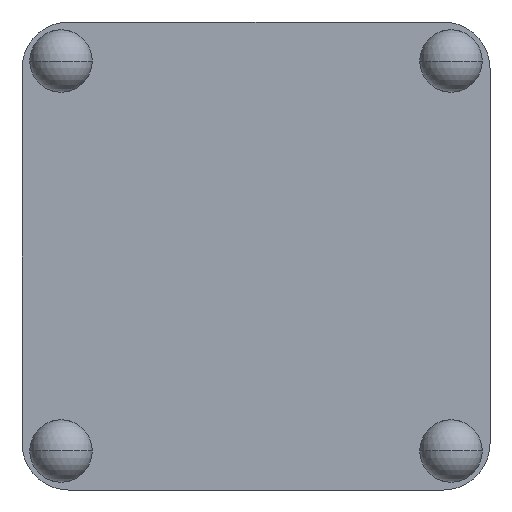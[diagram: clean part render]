
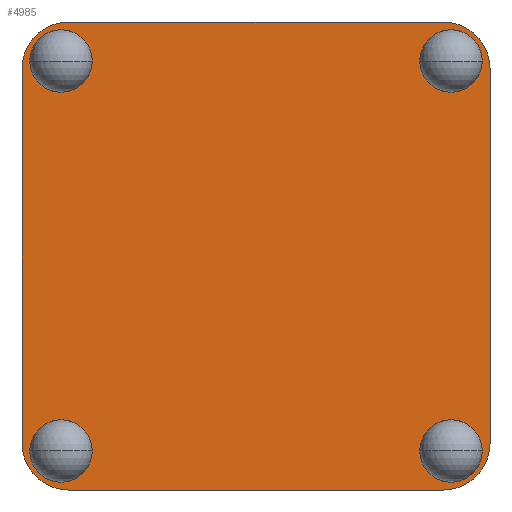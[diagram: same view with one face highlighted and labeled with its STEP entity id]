
A CAD part, front view. The second image highlights one B-rep face of the part: STEP entity #4985.
In plain terms, the highlighted planar face has unit normal (0, -1, 0).
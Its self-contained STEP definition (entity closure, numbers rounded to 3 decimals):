
#50 = ORIENTED_EDGE ( 'NONE', *, *, #3282, .F. ) ;
#67 = EDGE_CURVE ( 'NONE', #5192, #8893, #11059, .T. ) ;
#111 = AXIS2_PLACEMENT_3D ( 'NONE', #2315, #5898, #5728 ) ;
#203 = VECTOR ( 'NONE', #3892, 1000. ) ;
#500 = DIRECTION ( 'NONE',  ( 0., 0., -1. ) ) ;
#575 = ORIENTED_EDGE ( 'NONE', *, *, #3732, .F. ) ;
#690 = DIRECTION ( 'NONE',  ( 0., 0., -1. ) ) ;
#717 = CARTESIAN_POINT ( 'NONE',  ( -150., 0., 120. ) ) ;
#722 = ORIENTED_EDGE ( 'NONE', *, *, #5050, .F. ) ;
#1007 = VECTOR ( 'NONE', #5687, 1000. ) ;
#1076 = EDGE_CURVE ( 'NONE', #6523, #5247, #2578, .T. ) ;
#1127 = CARTESIAN_POINT ( 'NONE',  ( 125., 0., -125. ) ) ;
#1335 = DIRECTION ( 'NONE',  ( 0., 1., 0. ) ) ;
#1350 = VERTEX_POINT ( 'NONE', #2182 ) ;
#1366 = CIRCLE ( 'NONE', #3699, 30. ) ;
#1430 = AXIS2_PLACEMENT_3D ( 'NONE', #6903, #6119, #4346 ) ;
#1541 = DIRECTION ( 'NONE',  ( 0., -1., 0. ) ) ;
#1683 = CARTESIAN_POINT ( 'NONE',  ( 125., 0., 119. ) ) ;
#1685 = DIRECTION ( 'NONE',  ( -1., 0., 0. ) ) ;
#1776 = ORIENTED_EDGE ( 'NONE', *, *, #5115, .F. ) ;
#1808 = CARTESIAN_POINT ( 'NONE',  ( -125., 0., 131. ) ) ;
#1842 = ORIENTED_EDGE ( 'NONE', *, *, #4786, .F. ) ;
#1865 = ORIENTED_EDGE ( 'NONE', *, *, #67, .F. ) ;
#1948 = CIRCLE ( 'NONE', #3023, 6. ) ;
#2109 = VERTEX_POINT ( 'NONE', #10062 ) ;
#2182 = CARTESIAN_POINT ( 'NONE',  ( 150., 0., 120. ) ) ;
#2206 = DIRECTION ( 'NONE',  ( 0., 0., -1. ) ) ;
#2257 = CARTESIAN_POINT ( 'NONE',  ( -150., 0., 120. ) ) ;
#2315 = CARTESIAN_POINT ( 'NONE',  ( -120., 0., -120. ) ) ;
#2404 = CIRCLE ( 'NONE', #4724, 30. ) ;
#2421 = CARTESIAN_POINT ( 'NONE',  ( -125., 0., -125. ) ) ;
#2452 = AXIS2_PLACEMENT_3D ( 'NONE', #10376, #4381, #2701 ) ;
#2537 = EDGE_CURVE ( 'NONE', #5247, #2607, #2404, .T. ) ;
#2545 = CARTESIAN_POINT ( 'NONE',  ( 150., 0., -120. ) ) ;
#2578 = LINE ( 'NONE', #10087, #6366 ) ;
#2607 = VERTEX_POINT ( 'NONE', #5646 ) ;
#2701 = DIRECTION ( 'NONE',  ( 0., 0., -1. ) ) ;
#2716 = DIRECTION ( 'NONE',  ( 0., -1., 0. ) ) ;
#2806 = CIRCLE ( 'NONE', #5497, 6. ) ;
#2824 = CARTESIAN_POINT ( 'NONE',  ( 125., 0., -119. ) ) ;
#2858 = DIRECTION ( 'NONE',  ( 0., -1., 0. ) ) ;
#2940 = CARTESIAN_POINT ( 'NONE',  ( -125., 0., 119. ) ) ;
#3023 = AXIS2_PLACEMENT_3D ( 'NONE', #6172, #2716, #9549 ) ;
#3117 = LINE ( 'NONE', #6524, #1007 ) ;
#3122 = DIRECTION ( 'NONE',  ( 0., 1., 0. ) ) ;
#3282 = EDGE_CURVE ( 'NONE', #2607, #3720, #8383, .T. ) ;
#3307 = EDGE_CURVE ( 'NONE', #4705, #6523, #8669, .T. ) ;
#3310 = DIRECTION ( 'NONE',  ( 0., -1., 0. ) ) ;
#3386 = AXIS2_PLACEMENT_3D ( 'NONE', #6632, #5625, #7361 ) ;
#3393 = CARTESIAN_POINT ( 'NONE',  ( 120., 0., 120. ) ) ;
#3419 = VERTEX_POINT ( 'NONE', #8029 ) ;
#3461 = CARTESIAN_POINT ( 'NONE',  ( 125., 0., 131. ) ) ;
#3547 = EDGE_LOOP ( 'NONE', ( #6914, #1776 ) ) ;
#3591 = EDGE_LOOP ( 'NONE', ( #722, #7214 ) ) ;
#3681 = ORIENTED_EDGE ( 'NONE', *, *, #10625, .F. ) ;
#3691 = CARTESIAN_POINT ( 'NONE',  ( 125., 0., -125. ) ) ;
#3695 = DIRECTION ( 'NONE',  ( 0., 0., -1. ) ) ;
#3699 = AXIS2_PLACEMENT_3D ( 'NONE', #3393, #8650, #5960 ) ;
#3701 = CARTESIAN_POINT ( 'NONE',  ( -120., 0., -150. ) ) ;
#3720 = VERTEX_POINT ( 'NONE', #2257 ) ;
#3732 = EDGE_CURVE ( 'NONE', #8893, #5192, #9314, .T. ) ;
#3892 = DIRECTION ( 'NONE',  ( 1., 0., 0. ) ) ;
#3918 = CIRCLE ( 'NONE', #7995, 6. ) ;
#4011 = AXIS2_PLACEMENT_3D ( 'NONE', #10959, #3122, #8491 ) ;
#4346 = DIRECTION ( 'NONE',  ( 0., 0., -1. ) ) ;
#4381 = DIRECTION ( 'NONE',  ( 0., -1., 0. ) ) ;
#4512 = EDGE_CURVE ( 'NONE', #9438, #10390, #3918, .T. ) ;
#4705 = VERTEX_POINT ( 'NONE', #2545 ) ;
#4724 = AXIS2_PLACEMENT_3D ( 'NONE', #7948, #1335, #8964 ) ;
#4786 = EDGE_CURVE ( 'NONE', #3720, #2109, #5133, .T. ) ;
#4875 = CARTESIAN_POINT ( 'NONE',  ( 120., 0., 150. ) ) ;
#4985 = ADVANCED_FACE ( 'NONE', ( #5099, #8467, #6794, #6561, #10146 ), #10937, .T. ) ;
#5050 = EDGE_CURVE ( 'NONE', #3419, #6107, #2806, .T. ) ;
#5068 = CARTESIAN_POINT ( 'NONE',  ( 120., 0., -150. ) ) ;
#5099 = FACE_BOUND ( 'NONE', #10973, .T. ) ;
#5115 = EDGE_CURVE ( 'NONE', #6006, #7795, #8171, .T. ) ;
#5133 = CIRCLE ( 'NONE', #6027, 30. ) ;
#5171 = ORIENTED_EDGE ( 'NONE', *, *, #4512, .F. ) ;
#5192 = VERTEX_POINT ( 'NONE', #1808 ) ;
#5247 = VERTEX_POINT ( 'NONE', #3701 ) ;
#5410 = ORIENTED_EDGE ( 'NONE', *, *, #2537, .F. ) ;
#5497 = AXIS2_PLACEMENT_3D ( 'NONE', #2421, #3310, #690 ) ;
#5625 = DIRECTION ( 'NONE',  ( 0., -1., 0. ) ) ;
#5631 = ORIENTED_EDGE ( 'NONE', *, *, #6504, .F. ) ;
#5634 = ORIENTED_EDGE ( 'NONE', *, *, #1076, .F. ) ;
#5637 = DIRECTION ( 'NONE',  ( 0., 0., 1. ) ) ;
#5646 = CARTESIAN_POINT ( 'NONE',  ( -150., 0., -120. ) ) ;
#5675 = LINE ( 'NONE', #8363, #203 ) ;
#5687 = DIRECTION ( 'NONE',  ( 0., 0., -1. ) ) ;
#5728 = DIRECTION ( 'NONE',  ( 0., 0., -1. ) ) ;
#5898 = DIRECTION ( 'NONE',  ( 0., -1., 0. ) ) ;
#5960 = DIRECTION ( 'NONE',  ( 0., 0., 1. ) ) ;
#6006 = VERTEX_POINT ( 'NONE', #3461 ) ;
#6027 = AXIS2_PLACEMENT_3D ( 'NONE', #9089, #8137, #2206 ) ;
#6107 = VERTEX_POINT ( 'NONE', #7759 ) ;
#6119 = DIRECTION ( 'NONE',  ( 0., -1., 0. ) ) ;
#6172 = CARTESIAN_POINT ( 'NONE',  ( -125., 0., -125. ) ) ;
#6366 = VECTOR ( 'NONE', #1685, 1000. ) ;
#6504 = EDGE_CURVE ( 'NONE', #1350, #4705, #3117, .T. ) ;
#6523 = VERTEX_POINT ( 'NONE', #5068 ) ;
#6524 = CARTESIAN_POINT ( 'NONE',  ( 150., 0., 120. ) ) ;
#6561 = FACE_BOUND ( 'NONE', #3591, .T. ) ;
#6585 = CARTESIAN_POINT ( 'NONE',  ( 125., 0., 125. ) ) ;
#6588 = AXIS2_PLACEMENT_3D ( 'NONE', #6585, #1541, #7472 ) ;
#6632 = CARTESIAN_POINT ( 'NONE',  ( -125., 0., 125. ) ) ;
#6641 = EDGE_CURVE ( 'NONE', #9634, #1350, #1366, .T. ) ;
#6794 = FACE_BOUND ( 'NONE', #8578, .T. ) ;
#6903 = CARTESIAN_POINT ( 'NONE',  ( -125., 0., 125. ) ) ;
#6914 = ORIENTED_EDGE ( 'NONE', *, *, #8590, .F. ) ;
#6948 = AXIS2_PLACEMENT_3D ( 'NONE', #3691, #2858, #500 ) ;
#7164 = CARTESIAN_POINT ( 'NONE',  ( 125., 0., -131. ) ) ;
#7214 = ORIENTED_EDGE ( 'NONE', *, *, #8891, .F. ) ;
#7361 = DIRECTION ( 'NONE',  ( 0., 0., -1. ) ) ;
#7472 = DIRECTION ( 'NONE',  ( 0., 0., -1. ) ) ;
#7586 = VECTOR ( 'NONE', #5637, 1000. ) ;
#7759 = CARTESIAN_POINT ( 'NONE',  ( -125., 0., -119. ) ) ;
#7795 = VERTEX_POINT ( 'NONE', #1683 ) ;
#7948 = CARTESIAN_POINT ( 'NONE',  ( -120., 0., -120. ) ) ;
#7995 = AXIS2_PLACEMENT_3D ( 'NONE', #1127, #10370, #3695 ) ;
#8029 = CARTESIAN_POINT ( 'NONE',  ( -125., 0., -131. ) ) ;
#8135 = EDGE_LOOP ( 'NONE', ( #5410, #5634, #9134, #5631, #10183, #3681, #1842, #50 ) ) ;
#8137 = DIRECTION ( 'NONE',  ( 0., 1., 0. ) ) ;
#8171 = CIRCLE ( 'NONE', #2452, 6. ) ;
#8363 = CARTESIAN_POINT ( 'NONE',  ( -120., 0., 150. ) ) ;
#8383 = LINE ( 'NONE', #717, #7586 ) ;
#8467 = FACE_BOUND ( 'NONE', #3547, .T. ) ;
#8491 = DIRECTION ( 'NONE',  ( 0., 0., -1. ) ) ;
#8578 = EDGE_LOOP ( 'NONE', ( #5171, #9877 ) ) ;
#8590 = EDGE_CURVE ( 'NONE', #7795, #6006, #9987, .T. ) ;
#8650 = DIRECTION ( 'NONE',  ( 0., 1., 0. ) ) ;
#8669 = CIRCLE ( 'NONE', #4011, 30. ) ;
#8891 = EDGE_CURVE ( 'NONE', #6107, #3419, #1948, .T. ) ;
#8893 = VERTEX_POINT ( 'NONE', #2940 ) ;
#8964 = DIRECTION ( 'NONE',  ( 0., 0., -1. ) ) ;
#9089 = CARTESIAN_POINT ( 'NONE',  ( -120., 0., 120. ) ) ;
#9134 = ORIENTED_EDGE ( 'NONE', *, *, #3307, .F. ) ;
#9314 = CIRCLE ( 'NONE', #3386, 6. ) ;
#9381 = EDGE_CURVE ( 'NONE', #10390, #9438, #10893, .T. ) ;
#9438 = VERTEX_POINT ( 'NONE', #7164 ) ;
#9549 = DIRECTION ( 'NONE',  ( 0., 0., -1. ) ) ;
#9634 = VERTEX_POINT ( 'NONE', #4875 ) ;
#9877 = ORIENTED_EDGE ( 'NONE', *, *, #9381, .F. ) ;
#9987 = CIRCLE ( 'NONE', #6588, 6. ) ;
#10062 = CARTESIAN_POINT ( 'NONE',  ( -120., 0., 150. ) ) ;
#10087 = CARTESIAN_POINT ( 'NONE',  ( -120., 0., -150. ) ) ;
#10146 = FACE_OUTER_BOUND ( 'NONE', #8135, .T. ) ;
#10183 = ORIENTED_EDGE ( 'NONE', *, *, #6641, .F. ) ;
#10370 = DIRECTION ( 'NONE',  ( 0., -1., 0. ) ) ;
#10376 = CARTESIAN_POINT ( 'NONE',  ( 125., 0., 125. ) ) ;
#10390 = VERTEX_POINT ( 'NONE', #2824 ) ;
#10625 = EDGE_CURVE ( 'NONE', #2109, #9634, #5675, .T. ) ;
#10893 = CIRCLE ( 'NONE', #6948, 6. ) ;
#10937 = PLANE ( 'NONE',  #111 ) ;
#10959 = CARTESIAN_POINT ( 'NONE',  ( 120., 0., -120. ) ) ;
#10973 = EDGE_LOOP ( 'NONE', ( #575, #1865 ) ) ;
#11059 = CIRCLE ( 'NONE', #1430, 6. ) ;
